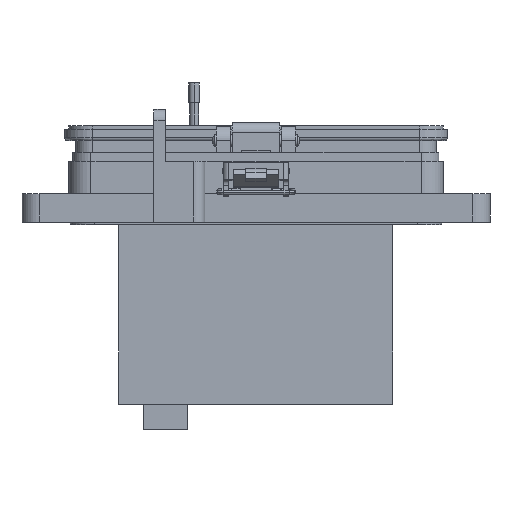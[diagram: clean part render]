
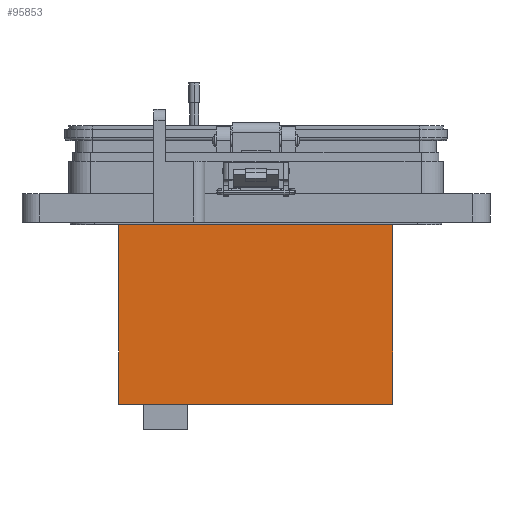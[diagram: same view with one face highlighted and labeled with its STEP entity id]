
A CAD part, front view. The second image highlights one B-rep face of the part: STEP entity #95853.
In plain terms, the highlighted planar face has unit normal (0, -1, 0).
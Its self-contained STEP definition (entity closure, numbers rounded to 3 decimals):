
#11949 = LINE ( 'NONE', #98232, #51974 ) ;
#12777 = VECTOR ( 'NONE', #87933, 1000. ) ;
#15077 = ORIENTED_EDGE ( 'NONE', *, *, #30413, .F. ) ;
#16255 = VECTOR ( 'NONE', #35099, 1000. ) ;
#21263 = VERTEX_POINT ( 'NONE', #40410 ) ;
#22943 = CARTESIAN_POINT ( 'NONE',  ( -3.048, -3.594, -76.2 ) ) ;
#23484 = CARTESIAN_POINT ( 'NONE',  ( 73.152, -3.594, -76.2 ) ) ;
#23939 = CARTESIAN_POINT ( 'NONE',  ( 35.052, -3.594, -76.2 ) ) ;
#28614 = CARTESIAN_POINT ( 'NONE',  ( 93.472, -3.594, -38.1 ) ) ;
#30413 = EDGE_CURVE ( 'NONE', #38533, #62041, #58793, .T. ) ;
#31560 = DIRECTION ( 'NONE',  ( 1., 0., 0. ) ) ;
#31787 = EDGE_CURVE ( 'NONE', #21263, #81081, #38366, .T. ) ;
#35099 = DIRECTION ( 'NONE',  ( 0., 0., 1. ) ) ;
#38366 = LINE ( 'NONE', #28614, #80896 ) ;
#38533 = VERTEX_POINT ( 'NONE', #22943 ) ;
#38555 = ORIENTED_EDGE ( 'NONE', *, *, #60589, .F. ) ;
#39073 = AXIS2_PLACEMENT_3D ( 'NONE', #23484, #79447, #31560 ) ;
#40410 = CARTESIAN_POINT ( 'NONE',  ( 93.472, -3.594, 0. ) ) ;
#41763 = CARTESIAN_POINT ( 'NONE',  ( 93.472, -3.594, -76.2 ) ) ;
#51974 = VECTOR ( 'NONE', #74421, 1000. ) ;
#58793 = LINE ( 'NONE', #82923, #16255 ) ;
#60589 = EDGE_CURVE ( 'NONE', #62041, #21263, #11949, .T. ) ;
#62041 = VERTEX_POINT ( 'NONE', #74478 ) ;
#68140 = DIRECTION ( 'NONE',  ( 0., 0., -1. ) ) ;
#74421 = DIRECTION ( 'NONE',  ( 1., 0., 0. ) ) ;
#74478 = CARTESIAN_POINT ( 'NONE',  ( -3.048, -3.594, 0. ) ) ;
#76584 = LINE ( 'NONE', #23939, #12777 ) ;
#79447 = DIRECTION ( 'NONE',  ( 0., -1., 0. ) ) ;
#80896 = VECTOR ( 'NONE', #68140, 1000. ) ;
#81081 = VERTEX_POINT ( 'NONE', #41763 ) ;
#82923 = CARTESIAN_POINT ( 'NONE',  ( -3.048, -3.594, -76.2 ) ) ;
#84353 = EDGE_LOOP ( 'NONE', ( #90062, #86509, #38555, #15077 ) ) ;
#86509 = ORIENTED_EDGE ( 'NONE', *, *, #31787, .F. ) ;
#86756 = EDGE_CURVE ( 'NONE', #38533, #81081, #76584, .T. ) ;
#87933 = DIRECTION ( 'NONE',  ( 1., 0., 0. ) ) ;
#90062 = ORIENTED_EDGE ( 'NONE', *, *, #86756, .T. ) ;
#95147 = PLANE ( 'NONE',  #39073 ) ;
#95853 = ADVANCED_FACE ( 'NONE', ( #96304 ), #95147, .T. ) ;
#96304 = FACE_OUTER_BOUND ( 'NONE', #84353, .T. ) ;
#98232 = CARTESIAN_POINT ( 'NONE',  ( 35.052, -3.594, 0. ) ) ;
